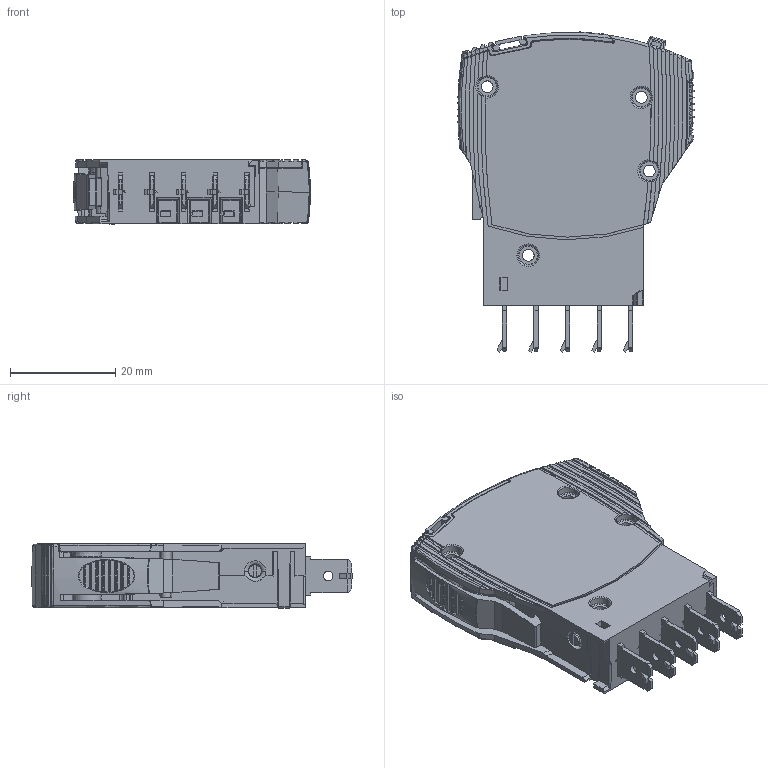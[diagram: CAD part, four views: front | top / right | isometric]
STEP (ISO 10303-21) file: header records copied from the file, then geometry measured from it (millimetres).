
FILE_DESCRIPTION((''),'2;1');
FILE_NAME('T-2216-SXXX','2012-09-17T',('kwerner'),(''),'PRO/ENGINEER BY PARAMETRIC TECHNOLOGY CORPORATION, 2012010','PRO/ENGINEER BY PARAMETRIC TECHNOLOGY CORPORATION, 2012010','');
FILE_SCHEMA(('AUTOMOTIVE_DESIGN_CC2 { 1 2 10303 214 -1 1 5 2 }'));
Products named in the file (1): T-2216-SXXX
Bounding box: 44.95 x 60.81 x 12.2 mm (x, y, z)
Volume: 10138.5 mm3; surface area: 17707.9 mm2
Topology: 7 solids, 7 shells, 2485 faces, 6884 edges, 4456 vertices
Faces by surface type: plane 1516, cylinder 469, cone 204, torus 147, bspline 120, sphere 29
Entity records: 104265 total; most frequent: CARTESIAN_POINT 24880, ORIENTED_EDGE 13760, DIRECTION 11785, EDGE_CURVE 6880, VERTEX_POINT 4456, VECTOR 4451, LINE 4451, AXIS2_PLACEMENT_3D 3667
